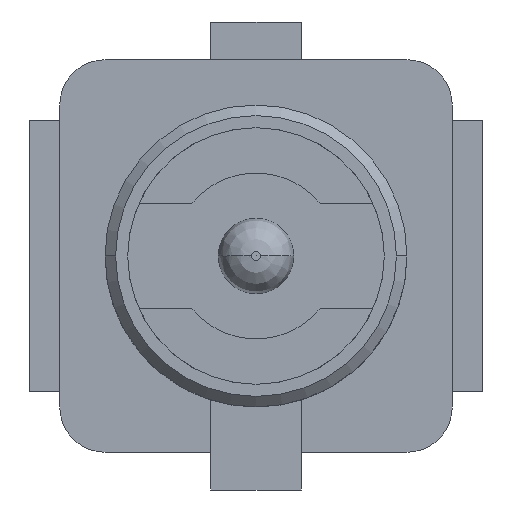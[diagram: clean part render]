
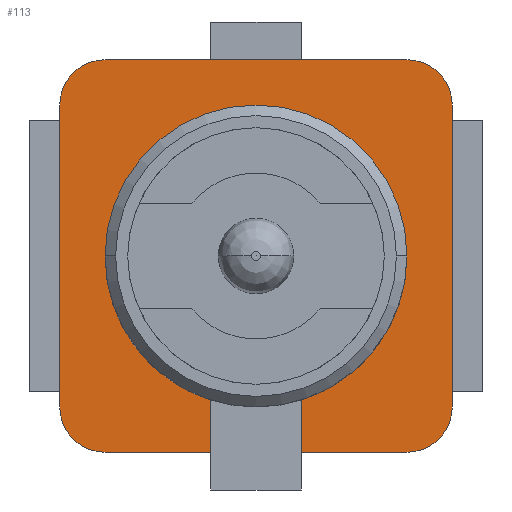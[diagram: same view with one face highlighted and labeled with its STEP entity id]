
A CAD part, front view. The second image highlights one B-rep face of the part: STEP entity #113.
In plain terms, the highlighted planar face has unit normal (0, -1, 0).
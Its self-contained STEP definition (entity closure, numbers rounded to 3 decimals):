
#113=ADVANCED_FACE('',(#262),#263,.F.);
#262=FACE_OUTER_BOUND('',#480,.T.);
#263=PLANE('',#481);
#480=EDGE_LOOP('',(#783,#784,#785,#786,#787,#788,#789,#790,#791,#792,#793,#794,#795,#796));
#481=AXIS2_PLACEMENT_3D('',#797,#798,#799);
#783=ORIENTED_EDGE('',*,*,#1244,.T.);
#784=ORIENTED_EDGE('',*,*,#1255,.T.);
#785=ORIENTED_EDGE('',*,*,#1222,.T.);
#786=ORIENTED_EDGE('',*,*,#1256,.T.);
#787=ORIENTED_EDGE('',*,*,#1225,.T.);
#788=ORIENTED_EDGE('',*,*,#1257,.T.);
#789=ORIENTED_EDGE('',*,*,#1234,.T.);
#790=ORIENTED_EDGE('',*,*,#1258,.T.);
#791=ORIENTED_EDGE('',*,*,#1248,.T.);
#792=ORIENTED_EDGE('',*,*,#1259,.F.);
#793=ORIENTED_EDGE('',*,*,#1260,.T.);
#794=ORIENTED_EDGE('',*,*,#1213,.T.);
#795=ORIENTED_EDGE('',*,*,#1261,.T.);
#796=ORIENTED_EDGE('',*,*,#1262,.T.);
#797=CARTESIAN_POINT('',(50.92,22.146,0.899));
#798=DIRECTION('',(0.0,1.0,0.0));
#799=DIRECTION('',(1.0,0.0,-0.0));
#1213=EDGE_CURVE('',#1444,#1447,#1449,.T.);
#1222=EDGE_CURVE('',#1452,#1464,#1466,.T.);
#1225=EDGE_CURVE('',#1471,#1469,#1472,.T.);
#1234=EDGE_CURVE('',#1488,#1486,#1489,.T.);
#1244=EDGE_CURVE('',#1507,#1505,#1508,.T.);
#1248=EDGE_CURVE('',#1515,#1513,#1516,.T.);
#1255=EDGE_CURVE('',#1505,#1452,#1525,.T.);
#1256=EDGE_CURVE('',#1464,#1471,#1526,.T.);
#1257=EDGE_CURVE('',#1469,#1488,#1527,.T.);
#1258=EDGE_CURVE('',#1486,#1515,#1528,.T.);
#1259=EDGE_CURVE('',#1529,#1513,#1530,.T.);
#1260=EDGE_CURVE('',#1529,#1444,#1531,.T.);
#1261=EDGE_CURVE('',#1447,#1532,#1533,.T.);
#1262=EDGE_CURVE('',#1532,#1507,#1534,.T.);
#1444=VERTEX_POINT('',#1778);
#1447=VERTEX_POINT('',#1782);
#1449=CIRCLE('',#1785,1.0);
#1452=VERTEX_POINT('',#1788);
#1464=VERTEX_POINT('',#1806);
#1466=LINE('',#1809,#1810);
#1469=VERTEX_POINT('',#1813);
#1471=VERTEX_POINT('',#1816);
#1472=LINE('',#1817,#1818);
#1486=VERTEX_POINT('',#1838);
#1488=VERTEX_POINT('',#1841);
#1489=LINE('',#1842,#1843);
#1505=VERTEX_POINT('',#1866);
#1507=VERTEX_POINT('',#1869);
#1508=LINE('',#1870,#1871);
#1513=VERTEX_POINT('',#1878);
#1515=VERTEX_POINT('',#1881);
#1516=LINE('',#1882,#1883);
#1525=CIRCLE('',#1895,0.3);
#1526=CIRCLE('',#1896,0.3);
#1527=CIRCLE('',#1897,0.3);
#1528=CIRCLE('',#1898,0.3);
#1529=VERTEX_POINT('',#1899);
#1530=LINE('',#1900,#1901);
#1531=CIRCLE('',#1902,1.0);
#1532=VERTEX_POINT('',#1903);
#1533=CIRCLE('',#1904,1.0);
#1534=LINE('',#1905,#1906);
#1778=CARTESIAN_POINT('',(54.239,22.146,1.1));
#1782=CARTESIAN_POINT('',(56.239,22.146,1.1));
#1785=AXIS2_PLACEMENT_3D('',#2152,#2153,#2154);
#1788=CARTESIAN_POINT('',(56.539,22.146,0.1));
#1806=CARTESIAN_POINT('',(56.539,22.146,2.1));
#1809=CARTESIAN_POINT('',(56.539,22.146,-0.2));
#1810=VECTOR('',#2162,1.0);
#1813=CARTESIAN_POINT('',(54.239,22.146,2.4));
#1816=CARTESIAN_POINT('',(56.239,22.146,2.4));
#1817=CARTESIAN_POINT('',(56.539,22.146,2.4));
#1818=VECTOR('',#2164,1.0);
#1838=CARTESIAN_POINT('',(53.939,22.146,0.1));
#1841=CARTESIAN_POINT('',(53.939,22.146,2.1));
#1842=CARTESIAN_POINT('',(53.939,22.146,2.4));
#1843=VECTOR('',#2172,1.0);
#1866=CARTESIAN_POINT('',(56.239,22.146,-0.2));
#1869=CARTESIAN_POINT('',(55.539,22.146,-0.2));
#1870=CARTESIAN_POINT('',(50.92,22.146,-0.2));
#1871=VECTOR('',#2181,1.0);
#1878=CARTESIAN_POINT('',(54.939,22.146,-0.2));
#1881=CARTESIAN_POINT('',(54.239,22.146,-0.2));
#1882=CARTESIAN_POINT('',(50.92,22.146,-0.2));
#1883=VECTOR('',#2185,1.0);
#1895=AXIS2_PLACEMENT_3D('',#2192,#2193,#2194);
#1896=AXIS2_PLACEMENT_3D('',#2195,#2196,#2197);
#1897=AXIS2_PLACEMENT_3D('',#2198,#2199,#2200);
#1898=AXIS2_PLACEMENT_3D('',#2201,#2202,#2203);
#1899=CARTESIAN_POINT('',(54.939,22.146,0.146));
#1900=CARTESIAN_POINT('',(54.939,22.146,0.899));
#1901=VECTOR('',#2204,1.0);
#1902=AXIS2_PLACEMENT_3D('',#2205,#2206,#2207);
#1903=CARTESIAN_POINT('',(55.539,22.146,0.146));
#1904=AXIS2_PLACEMENT_3D('',#2208,#2209,#2210);
#1905=CARTESIAN_POINT('',(55.539,22.146,0.899));
#1906=VECTOR('',#2211,1.0);
#2152=CARTESIAN_POINT('',(55.239,22.146,1.1));
#2153=DIRECTION('',(0.0,1.0,0.0));
#2154=DIRECTION('',(-1.0,0.0,0.0));
#2162=DIRECTION('',(0.0,0.0,1.0));
#2164=DIRECTION('',(-1.0,0.0,0.0));
#2172=DIRECTION('',(0.0,0.0,-1.0));
#2181=DIRECTION('',(1.0,0.0,0.0));
#2185=DIRECTION('',(1.0,0.0,0.0));
#2192=CARTESIAN_POINT('',(56.239,22.146,0.1));
#2193=DIRECTION('',(0.0,-1.0,0.0));
#2194=DIRECTION('',(1.0,0.0,0.0));
#2195=CARTESIAN_POINT('',(56.239,22.146,2.1));
#2196=DIRECTION('',(0.0,-1.0,0.0));
#2197=DIRECTION('',(1.0,0.0,0.0));
#2198=CARTESIAN_POINT('',(54.239,22.146,2.1));
#2199=DIRECTION('',(0.0,-1.0,0.0));
#2200=DIRECTION('',(1.0,0.0,0.0));
#2201=CARTESIAN_POINT('',(54.239,22.146,0.1));
#2202=DIRECTION('',(0.0,-1.0,0.0));
#2203=DIRECTION('',(1.0,0.0,0.0));
#2204=DIRECTION('',(0.0,0.0,-1.0));
#2205=CARTESIAN_POINT('',(55.239,22.146,1.1));
#2206=DIRECTION('',(0.0,1.0,0.0));
#2207=DIRECTION('',(-1.0,0.0,0.0));
#2208=CARTESIAN_POINT('',(55.239,22.146,1.1));
#2209=DIRECTION('',(0.0,1.0,0.0));
#2210=DIRECTION('',(-1.0,0.0,0.0));
#2211=DIRECTION('',(0.0,0.0,-1.0));
